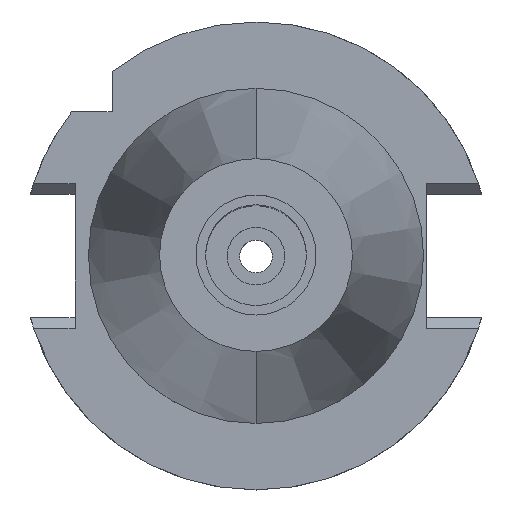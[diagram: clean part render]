
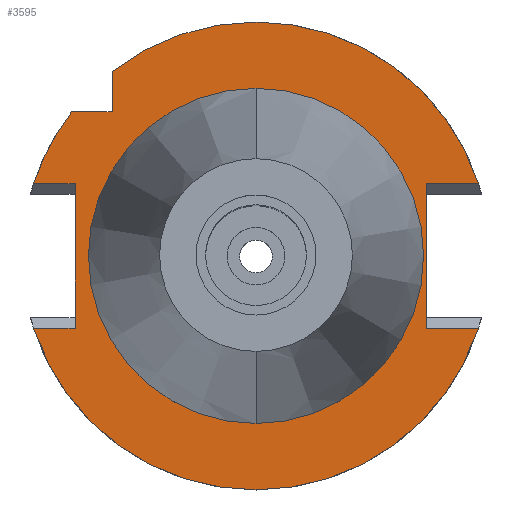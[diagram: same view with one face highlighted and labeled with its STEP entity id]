
A CAD part, top view. The second image highlights one B-rep face of the part: STEP entity #3595.
In plain terms, the highlighted planar face has unit normal (0, 0, 1).
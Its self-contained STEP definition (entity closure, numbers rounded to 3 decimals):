
#1100=DIRECTION('',(0.,-1.,0.));
#1101=VECTOR('',#1100,30.1);
#1102=CARTESIAN_POINT('',(-37.7,15.05,-1.5));
#1103=LINE('',#1102,#1101);
#1163=DIRECTION('',(-1.,0.,0.));
#1164=VECTOR('',#1163,8.426);
#1165=CARTESIAN_POINT('',(-30.,30.,-1.5));
#1166=LINE('',#1165,#1164);
#1187=DIRECTION('',(0.,1.,0.));
#1188=VECTOR('',#1187,8.426);
#1189=CARTESIAN_POINT('',(-30.,30.,-1.5));
#1190=LINE('',#1189,#1188);
#1194=CARTESIAN_POINT('',(0.,0.,-1.5));
#1195=DIRECTION('',(0.,0.,-1.));
#1196=DIRECTION('',(-0.615,0.788,0.));
#1197=AXIS2_PLACEMENT_3D('',#1194,#1195,#1196);
#1202=CARTESIAN_POINT('',(0.,0.,-1.5));
#1203=DIRECTION('',(0.,0.,-1.));
#1204=DIRECTION('',(0.,1.,0.));
#1205=AXIS2_PLACEMENT_3D('',#1202,#1203,#1204);
#1210=DIRECTION('',(0.,-1.,0.));
#1211=VECTOR('',#1210,30.1);
#1212=CARTESIAN_POINT('',(35.5,15.05,-1.5));
#1213=LINE('',#1212,#1211);
#1217=DIRECTION('',(1.,0.,0.));
#1218=VECTOR('',#1217,10.869);
#1219=CARTESIAN_POINT('',(35.5,-15.05,-1.5));
#1220=LINE('',#1219,#1218);
#1224=CARTESIAN_POINT('',(0.,0.,-1.5));
#1225=DIRECTION('',(0.,0.,-1.));
#1226=DIRECTION('',(0.951,-0.309,0.));
#1227=AXIS2_PLACEMENT_3D('',#1224,#1225,#1226);
#1232=CARTESIAN_POINT('',(0.,0.,-1.5));
#1233=DIRECTION('',(0.,0.,-1.));
#1234=DIRECTION('',(0.,-1.,0.));
#1235=AXIS2_PLACEMENT_3D('',#1232,#1233,#1234);
#1240=DIRECTION('',(-1.,0.,0.));
#1241=VECTOR('',#1240,8.669);
#1242=CARTESIAN_POINT('',(-37.7,15.05,-1.5));
#1243=LINE('',#1242,#1241);
#1247=CARTESIAN_POINT('',(0.,0.,-1.5));
#1248=DIRECTION('',(0.,0.,-1.));
#1249=DIRECTION('',(-0.951,0.309,0.));
#1250=AXIS2_PLACEMENT_3D('',#1247,#1248,#1249);
#1255=CARTESIAN_POINT('',(0.,0.,-1.5));
#1256=DIRECTION('',(0.,0.,1.));
#1257=DIRECTION('',(0.,-1.,0.));
#1258=AXIS2_PLACEMENT_3D('',#1255,#1256,#1257);
#1263=CARTESIAN_POINT('',(0.,0.,-1.5));
#1264=DIRECTION('',(0.,0.,1.));
#1265=DIRECTION('',(0.,1.,0.));
#1266=AXIS2_PLACEMENT_3D('',#1263,#1264,#1265);
#1288=CARTESIAN_POINT('',(46.369,15.05,-1.5));
#1454=DIRECTION('',(1.,0.,0.));
#1455=VECTOR('',#1454,10.869);
#1456=CARTESIAN_POINT('',(35.5,15.05,-1.5));
#1457=LINE('',#1456,#1455);
#1464=CARTESIAN_POINT('',(-46.369,-15.05,-1.5));
#1498=DIRECTION('',(-1.,0.,0.));
#1499=VECTOR('',#1498,8.669);
#1500=CARTESIAN_POINT('',(-37.7,-15.05,-1.5));
#1501=LINE('',#1500,#1499);
#2390=CARTESIAN_POINT('',(-30.,38.426,-1.5));
#2391=VERTEX_POINT('',#2390);
#2392=CARTESIAN_POINT('',(-30.,30.,-1.5));
#2393=VERTEX_POINT('',#2392);
#2423=CARTESIAN_POINT('',(-37.7,15.05,-1.5));
#2424=VERTEX_POINT('',#2423);
#2425=CARTESIAN_POINT('',(-37.7,-15.05,-1.5));
#2426=VERTEX_POINT('',#2425);
#2483=VERTEX_POINT('',#1464);
#2484=CARTESIAN_POINT('',(0.,-48.75,-1.5));
#2485=VERTEX_POINT('',#2484);
#2486=CARTESIAN_POINT('',(46.369,-15.05,-1.5));
#2487=VERTEX_POINT('',#2486);
#2491=VERTEX_POINT('',#1288);
#2492=CARTESIAN_POINT('',(0.,48.75,-1.5));
#2493=VERTEX_POINT('',#2492);
#2494=CARTESIAN_POINT('',(-38.426,30.,-1.5));
#2495=VERTEX_POINT('',#2494);
#2496=CARTESIAN_POINT('',(-46.369,15.05,-1.5));
#2497=VERTEX_POINT('',#2496);
#2498=CARTESIAN_POINT('',(35.5,15.05,-1.5));
#2499=VERTEX_POINT('',#2498);
#2500=CARTESIAN_POINT('',(35.5,-15.05,-1.5));
#2501=VERTEX_POINT('',#2500);
#2502=CARTESIAN_POINT('',(0.,-34.925,-1.5));
#2503=CARTESIAN_POINT('',(0.,34.925,-1.5));
#2504=VERTEX_POINT('',#2502);
#2505=VERTEX_POINT('',#2503);
#3560=CARTESIAN_POINT('',(0.,0.,-1.5));
#3561=DIRECTION('',(0.,0.,-1.));
#3562=DIRECTION('',(0.,-1.,0.));
#3563=AXIS2_PLACEMENT_3D('',#3560,#3561,#3562);
#3564=PLANE('',#3563);
#3565=ORIENTED_EDGE('',*,*,#3340,.T.);
#3567=ORIENTED_EDGE('',*,*,#3566,.T.);
#3569=ORIENTED_EDGE('',*,*,#3568,.T.);
#3571=ORIENTED_EDGE('',*,*,#3570,.F.);
#3572=ORIENTED_EDGE('',*,*,#3400,.T.);
#3574=ORIENTED_EDGE('',*,*,#3573,.T.);
#3576=ORIENTED_EDGE('',*,*,#3575,.T.);
#3578=ORIENTED_EDGE('',*,*,#3577,.T.);
#3580=ORIENTED_EDGE('',*,*,#3579,.F.);
#3581=ORIENTED_EDGE('',*,*,#3487,.F.);
#3583=ORIENTED_EDGE('',*,*,#3582,.T.);
#3585=ORIENTED_EDGE('',*,*,#3584,.T.);
#3586=ORIENTED_EDGE('',*,*,#3542,.F.);
#3587=EDGE_LOOP('',(#3565,#3567,#3569,#3571,#3572,#3574,#3576,#3578,#3580,#3581,
#3583,#3585,#3586));
#3588=FACE_OUTER_BOUND('',#3587,.F.);
#3590=ORIENTED_EDGE('',*,*,#3589,.T.);
#3592=ORIENTED_EDGE('',*,*,#3591,.T.);
#3593=EDGE_LOOP('',(#3590,#3592));
#3594=FACE_BOUND('',#3593,.F.);
#1198=CIRCLE('',#1197,48.75);
#1206=CIRCLE('',#1205,48.75);
#1228=CIRCLE('',#1227,48.75);
#1236=CIRCLE('',#1235,48.75);
#1251=CIRCLE('',#1250,48.75);
#1259=CIRCLE('',#1258,34.925);
#1267=CIRCLE('',#1266,34.925);
#3340=EDGE_CURVE('',#2393,#2391,#1190,.T.);
#3400=EDGE_CURVE('',#2499,#2501,#1213,.T.);
#3487=EDGE_CURVE('',#2424,#2426,#1103,.T.);
#3542=EDGE_CURVE('',#2393,#2495,#1166,.T.);
#3566=EDGE_CURVE('',#2391,#2493,#1198,.T.);
#3568=EDGE_CURVE('',#2493,#2491,#1206,.T.);
#3570=EDGE_CURVE('',#2499,#2491,#1457,.T.);
#3573=EDGE_CURVE('',#2501,#2487,#1220,.T.);
#3575=EDGE_CURVE('',#2487,#2485,#1228,.T.);
#3577=EDGE_CURVE('',#2485,#2483,#1236,.T.);
#3579=EDGE_CURVE('',#2426,#2483,#1501,.T.);
#3582=EDGE_CURVE('',#2424,#2497,#1243,.T.);
#3584=EDGE_CURVE('',#2497,#2495,#1251,.T.);
#3589=EDGE_CURVE('',#2504,#2505,#1259,.T.);
#3591=EDGE_CURVE('',#2505,#2504,#1267,.T.);
#3595=ADVANCED_FACE('',(#3588,#3594),#3564,.F.);
